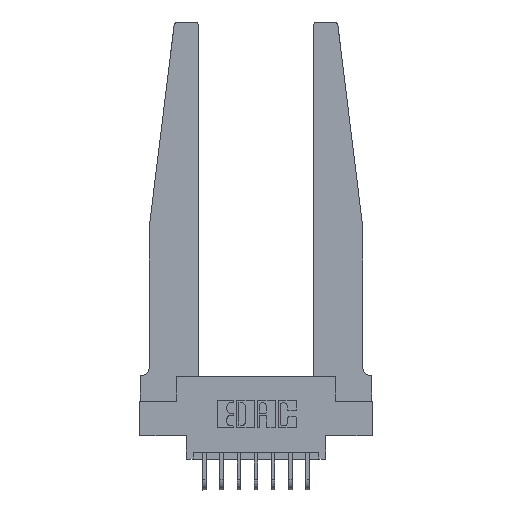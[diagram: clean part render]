
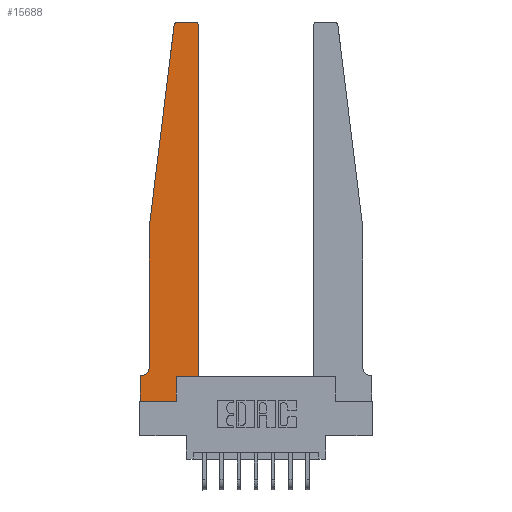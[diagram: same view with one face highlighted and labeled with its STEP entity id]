
A CAD part, top view. The second image highlights one B-rep face of the part: STEP entity #15688.
In plain terms, the highlighted planar face has unit normal (0, 0, 1).
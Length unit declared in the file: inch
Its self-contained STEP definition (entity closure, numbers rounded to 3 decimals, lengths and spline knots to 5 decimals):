
#184 = CARTESIAN_POINT ( 'NONE',  ( 0.065, 1.25, 0.37 ) ) ;
#273 = ORIENTED_EDGE ( 'NONE', *, *, #10773, .T. ) ;
#568 = ORIENTED_EDGE ( 'NONE', *, *, #3737, .T. ) ;
#1013 = EDGE_CURVE ( 'NONE', #3168, #9992, #4980, .T. ) ;
#1030 = CARTESIAN_POINT ( 'NONE',  ( 0.24675, 2.72367, 0.37 ) ) ;
#1119 = DIRECTION ( 'NONE',  ( 1., 0., 0. ) ) ;
#1340 = VERTEX_POINT ( 'NONE', #184 ) ;
#1379 = CARTESIAN_POINT ( 'NONE',  ( 0.425, 0.18, 0.37 ) ) ;
#1381 = DIRECTION ( 'NONE',  ( 1., 0., 0. ) ) ;
#1424 = DIRECTION ( 'NONE',  ( 0., 0., 1. ) ) ;
#1523 = VECTOR ( 'NONE', #1381, 39.37008 ) ;
#1587 = ORIENTED_EDGE ( 'NONE', *, *, #1013, .T. ) ;
#1836 = ORIENTED_EDGE ( 'NONE', *, *, #1994, .T. ) ;
#1919 = DIRECTION ( 'NONE',  ( 1., 0., 0. ) ) ;
#1994 = EDGE_CURVE ( 'NONE', #15588, #2143, #2487, .T. ) ;
#2007 = LINE ( 'NONE', #15889, #9765 ) ;
#2143 = VERTEX_POINT ( 'NONE', #12987 ) ;
#2157 = LINE ( 'NONE', #11701, #11642 ) ;
#2417 = VERTEX_POINT ( 'NONE', #4067 ) ;
#2435 = AXIS2_PLACEMENT_3D ( 'NONE', #6263, #13703, #6202 ) ;
#2487 = LINE ( 'NONE', #10239, #1523 ) ;
#2772 = VERTEX_POINT ( 'NONE', #12231 ) ;
#3115 = LINE ( 'NONE', #7060, #8729 ) ;
#3144 = VECTOR ( 'NONE', #1119, 39.37008 ) ;
#3168 = VERTEX_POINT ( 'NONE', #5020 ) ;
#3478 = CARTESIAN_POINT ( 'NONE',  ( 0.425, 2.72, 0.37 ) ) ;
#3737 = EDGE_CURVE ( 'NONE', #1340, #3168, #14400, .T. ) ;
#3776 = VERTEX_POINT ( 'NONE', #3478 ) ;
#4067 = CARTESIAN_POINT ( 'NONE',  ( 0.2605, 0.18, 0.37 ) ) ;
#4182 = CARTESIAN_POINT ( 'NONE',  ( 0.395, 2.75, 0.37 ) ) ;
#4246 = CARTESIAN_POINT ( 'NONE',  ( 0., 0., 0.37 ) ) ;
#4321 = ORIENTED_EDGE ( 'NONE', *, *, #11250, .T. ) ;
#4334 = ORIENTED_EDGE ( 'NONE', *, *, #5935, .T. ) ;
#4488 = LINE ( 'NONE', #4246, #14117 ) ;
#4581 = EDGE_CURVE ( 'NONE', #9992, #8347, #2157, .T. ) ;
#4632 = DIRECTION ( 'NONE',  ( 0., 1., 0. ) ) ;
#4664 = DIRECTION ( 'NONE',  ( 0., -1., 0. ) ) ;
#4901 = CARTESIAN_POINT ( 'NONE',  ( 0.27653, 2.75, 0.37 ) ) ;
#4980 = CIRCLE ( 'NONE', #5648, 0.05 ) ;
#5020 = CARTESIAN_POINT ( 'NONE',  ( 0.065, 0.2375, 0.37 ) ) ;
#5195 = CARTESIAN_POINT ( 'NONE',  ( 0.065, 1.25, 0.37 ) ) ;
#5492 = LINE ( 'NONE', #7342, #13426 ) ;
#5644 = ORIENTED_EDGE ( 'NONE', *, *, #13315, .T. ) ;
#5648 = AXIS2_PLACEMENT_3D ( 'NONE', #15477, #14313, #12935 ) ;
#5935 = EDGE_CURVE ( 'NONE', #2417, #2772, #10867, .T. ) ;
#6202 = DIRECTION ( 'NONE',  ( 1., 0., 0. ) ) ;
#6263 = CARTESIAN_POINT ( 'NONE',  ( 0.27653, 2.72, 0.37 ) ) ;
#6462 = DIRECTION ( 'NONE',  ( 0., 1., 0. ) ) ;
#6699 = ORIENTED_EDGE ( 'NONE', *, *, #9466, .T. ) ;
#6755 = CARTESIAN_POINT ( 'NONE',  ( 0.015, 0.1875, 0.37 ) ) ;
#6868 = DIRECTION ( 'NONE',  ( 0., 0., 1. ) ) ;
#7060 = CARTESIAN_POINT ( 'NONE',  ( 0.25, 2.75, 0.37 ) ) ;
#7342 = CARTESIAN_POINT ( 'NONE',  ( 0.2605, 0.18, 0.37 ) ) ;
#7449 = ORIENTED_EDGE ( 'NONE', *, *, #11831, .T. ) ;
#7721 = DIRECTION ( 'NONE',  ( -0.122, -0.992, 0. ) ) ;
#7765 = DIRECTION ( 'NONE',  ( 0., -1., 0. ) ) ;
#8347 = VERTEX_POINT ( 'NONE', #8439 ) ;
#8439 = CARTESIAN_POINT ( 'NONE',  ( 0., 0.1875, 0.37 ) ) ;
#8455 = VERTEX_POINT ( 'NONE', #4182 ) ;
#8526 = EDGE_LOOP ( 'NONE', ( #4321, #15517, #7449, #568, #1587, #12003, #5644, #1836, #6699, #4334, #273, #11947 ) ) ;
#8670 = LINE ( 'NONE', #5195, #10233 ) ;
#8729 = VECTOR ( 'NONE', #9186, 39.37008 ) ;
#9067 = CIRCLE ( 'NONE', #2435, 0.03 ) ;
#9186 = DIRECTION ( 'NONE',  ( -1., 0., 0. ) ) ;
#9466 = EDGE_CURVE ( 'NONE', #2143, #2417, #5492, .T. ) ;
#9667 = CARTESIAN_POINT ( 'NONE',  ( 0.065, 1.25, 0.37 ) ) ;
#9738 = PLANE ( 'NONE',  #13009 ) ;
#9765 = VECTOR ( 'NONE', #4632, 39.37008 ) ;
#9805 = CARTESIAN_POINT ( 'NONE',  ( 0., 0.1875, 0.37 ) ) ;
#9992 = VERTEX_POINT ( 'NONE', #6755 ) ;
#10233 = VECTOR ( 'NONE', #7721, 39.37008 ) ;
#10239 = CARTESIAN_POINT ( 'NONE',  ( 0., 0., 0.37 ) ) ;
#10642 = CARTESIAN_POINT ( 'NONE',  ( 0.395, 2.72, 0.37 ) ) ;
#10773 = EDGE_CURVE ( 'NONE', #2772, #3776, #2007, .T. ) ;
#10867 = LINE ( 'NONE', #1379, #3144 ) ;
#11040 = VERTEX_POINT ( 'NONE', #1030 ) ;
#11116 = AXIS2_PLACEMENT_3D ( 'NONE', #10642, #6868, #1919 ) ;
#11240 = DIRECTION ( 'NONE',  ( 1., 0., 0. ) ) ;
#11250 = EDGE_CURVE ( 'NONE', #8455, #13144, #3115, .T. ) ;
#11642 = VECTOR ( 'NONE', #14340, 39.37008 ) ;
#11694 = VECTOR ( 'NONE', #4664, 39.37008 ) ;
#11701 = CARTESIAN_POINT ( 'NONE',  ( 0.065, 0.1875, 0.37 ) ) ;
#11831 = EDGE_CURVE ( 'NONE', #11040, #1340, #8670, .T. ) ;
#11947 = ORIENTED_EDGE ( 'NONE', *, *, #12091, .T. ) ;
#12003 = ORIENTED_EDGE ( 'NONE', *, *, #4581, .T. ) ;
#12091 = EDGE_CURVE ( 'NONE', #3776, #8455, #15943, .T. ) ;
#12231 = CARTESIAN_POINT ( 'NONE',  ( 0.425, 0.18, 0.37 ) ) ;
#12935 = DIRECTION ( 'NONE',  ( -1., 0., 0. ) ) ;
#12987 = CARTESIAN_POINT ( 'NONE',  ( 0.2605, 0., 0.37 ) ) ;
#13009 = AXIS2_PLACEMENT_3D ( 'NONE', #9805, #1424, #11240 ) ;
#13144 = VERTEX_POINT ( 'NONE', #4901 ) ;
#13315 = EDGE_CURVE ( 'NONE', #8347, #15588, #4488, .T. ) ;
#13426 = VECTOR ( 'NONE', #6462, 39.37008 ) ;
#13703 = DIRECTION ( 'NONE',  ( 0., 0., 1. ) ) ;
#14028 = CARTESIAN_POINT ( 'NONE',  ( 0., 0., 0.37 ) ) ;
#14041 = EDGE_CURVE ( 'NONE', #13144, #11040, #9067, .T. ) ;
#14117 = VECTOR ( 'NONE', #7765, 39.37008 ) ;
#14313 = DIRECTION ( 'NONE',  ( 0., 0., -1. ) ) ;
#14340 = DIRECTION ( 'NONE',  ( -1., 0., 0. ) ) ;
#14400 = LINE ( 'NONE', #9667, #11694 ) ;
#14769 = FACE_OUTER_BOUND ( 'NONE', #8526, .T. ) ;
#15477 = CARTESIAN_POINT ( 'NONE',  ( 0.015, 0.2375, 0.37 ) ) ;
#15517 = ORIENTED_EDGE ( 'NONE', *, *, #14041, .T. ) ;
#15588 = VERTEX_POINT ( 'NONE', #14028 ) ;
#15688 = ADVANCED_FACE ( 'NONE', ( #14769 ), #9738, .T. ) ;
#15889 = CARTESIAN_POINT ( 'NONE',  ( 0.425, 0.18, 0.37 ) ) ;
#15943 = CIRCLE ( 'NONE', #11116, 0.03 ) ;
